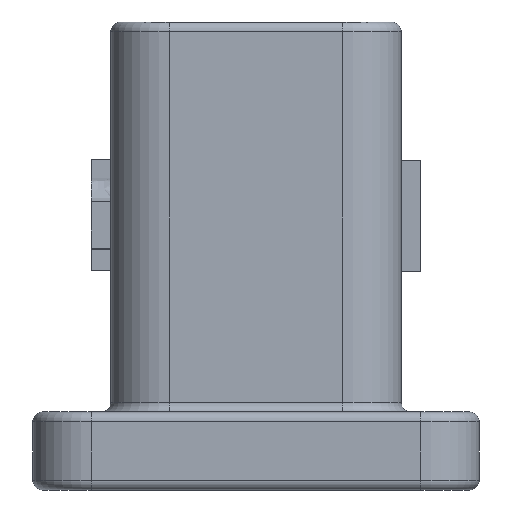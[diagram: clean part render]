
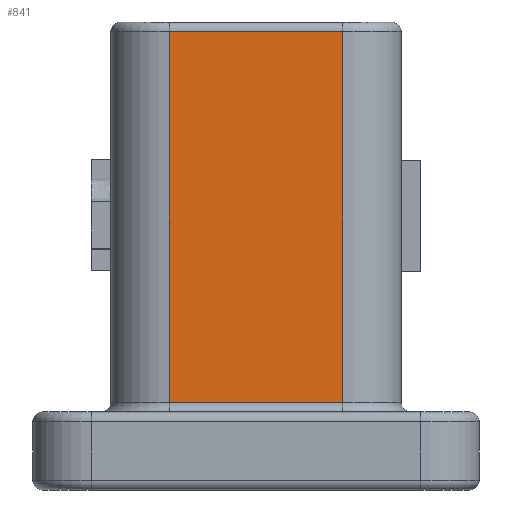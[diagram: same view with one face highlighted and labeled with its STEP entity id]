
A CAD part, left-side view. The second image highlights one B-rep face of the part: STEP entity #841.
In plain terms, the highlighted planar face has unit normal (-1, 0, 0).
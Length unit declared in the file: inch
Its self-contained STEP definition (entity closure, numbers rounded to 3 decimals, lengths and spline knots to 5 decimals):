
#831 = VERTEX_POINT ( 'NONE', #7588 ) ;
#832 = VERTEX_POINT ( 'NONE', #7586 ) ;
#834 = ORIENTED_EDGE ( 'NONE', *, *, #839, .T. ) ;
#835 = EDGE_CURVE ( 'NONE', #832, #842, #7601, .T. ) ;
#836 = ORIENTED_EDGE ( 'NONE', *, *, #835, .T. ) ;
#838 = ORIENTED_EDGE ( 'NONE', *, *, #966, .T. ) ;
#839 = EDGE_CURVE ( 'NONE', #964, #832, #7583, .T. ) ;
#841 = ADVANCED_FACE ( 'NONE', ( #7596 ), #7419, .T. ) ;
#842 = VERTEX_POINT ( 'NONE', #7182 ) ;
#843 = EDGE_LOOP ( 'NONE', ( #838, #834, #836, #965 ) ) ;
#953 = EDGE_CURVE ( 'NONE', #842, #831, #4844, .T. ) ;
#964 = VERTEX_POINT ( 'NONE', #4834 ) ;
#965 = ORIENTED_EDGE ( 'NONE', *, *, #953, .T. ) ;
#966 = EDGE_CURVE ( 'NONE', #831, #964, #4822, .T. ) ;
#4819 = DIRECTION ( 'NONE',  ( 0., 0., -1. ) ) ;
#4820 = VECTOR ( 'NONE', #4819, 39.37008 ) ;
#4821 = CARTESIAN_POINT ( 'NONE',  ( -0.174, 0.08, -0.2 ) ) ;
#4822 = LINE ( 'NONE', #4821, #4820 ) ;
#4834 = CARTESIAN_POINT ( 'NONE',  ( -0.174, 0.08, -0.195 ) ) ;
#4841 = DIRECTION ( 'NONE',  ( 0., 1., 0. ) ) ;
#4842 = VECTOR ( 'NONE', #4841, 39.37008 ) ;
#4843 = CARTESIAN_POINT ( 'NONE',  ( -0.174, -0.039, -0.005 ) ) ;
#4844 = LINE ( 'NONE', #4843, #4842 ) ;
#7182 = CARTESIAN_POINT ( 'NONE',  ( -0.174, -0.009, -0.005 ) ) ;
#7415 = AXIS2_PLACEMENT_3D ( 'NONE', #7424, #7423, #7421 ) ;
#7419 = PLANE ( 'NONE',  #7415 ) ;
#7421 = DIRECTION ( 'NONE',  ( 0., 0., 1. ) ) ;
#7423 = DIRECTION ( 'NONE',  ( -1., 0., 0. ) ) ;
#7424 = CARTESIAN_POINT ( 'NONE',  ( -0.174, -0.039, -0.2 ) ) ;
#7582 = CARTESIAN_POINT ( 'NONE',  ( -0.174, -0.009, -0.195 ) ) ;
#7583 = LINE ( 'NONE', #7582, #7585 ) ;
#7584 = DIRECTION ( 'NONE',  ( 0., -1., 0. ) ) ;
#7585 = VECTOR ( 'NONE', #7584, 39.37008 ) ;
#7586 = CARTESIAN_POINT ( 'NONE',  ( -0.174, -0.009, -0.195 ) ) ;
#7588 = CARTESIAN_POINT ( 'NONE',  ( -0.174, 0.08, -0.005 ) ) ;
#7596 = FACE_OUTER_BOUND ( 'NONE', #843, .T. ) ;
#7598 = DIRECTION ( 'NONE',  ( 0., 0., 1. ) ) ;
#7599 = VECTOR ( 'NONE', #7598, 39.37008 ) ;
#7600 = CARTESIAN_POINT ( 'NONE',  ( -0.174, -0.009, -0.2 ) ) ;
#7601 = LINE ( 'NONE', #7600, #7599 ) ;
